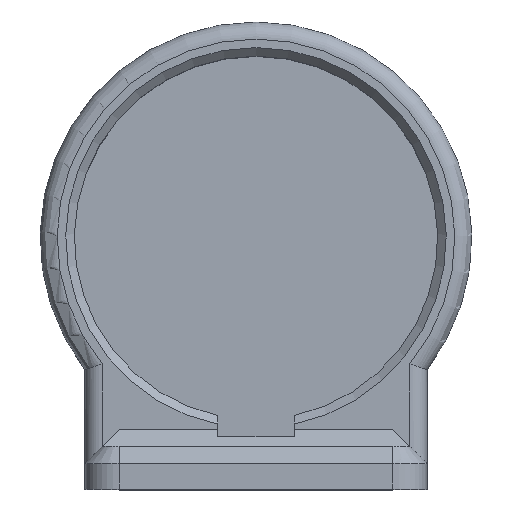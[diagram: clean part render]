
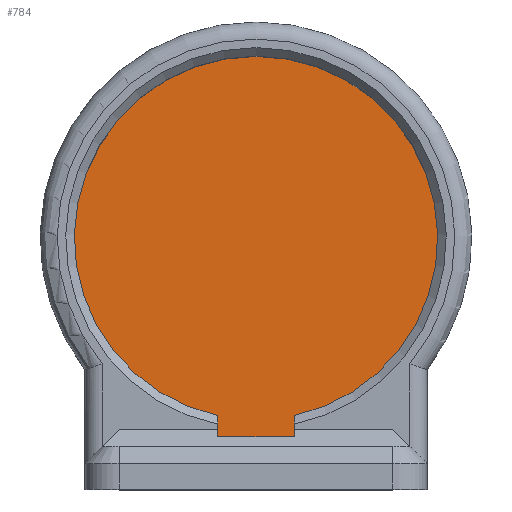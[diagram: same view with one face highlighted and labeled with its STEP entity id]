
A CAD part, top view. The second image highlights one B-rep face of the part: STEP entity #784.
In plain terms, the highlighted planar face has unit normal (0, 0, 1).
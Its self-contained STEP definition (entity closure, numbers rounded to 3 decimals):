
#59=CIRCLE('',#847,21.25);
#103=FACE_OUTER_BOUND('',#145,.T.);
#145=EDGE_LOOP('',(#700,#701,#702,#703));
#156=LINE('',#1106,#239);
#222=LINE('',#1277,#305);
#230=LINE('',#1365,#313);
#239=VECTOR('',#882,10.);
#305=VECTOR('',#1032,10.);
#313=VECTOR('',#1078,10.);
#315=VERTEX_POINT('',#1091);
#322=VERTEX_POINT('',#1104);
#379=VERTEX_POINT('',#1275);
#380=VERTEX_POINT('',#1280);
#392=EDGE_CURVE('',#322,#315,#156,.T.);
#477=EDGE_CURVE('',#379,#322,#222,.T.);
#480=EDGE_CURVE('',#380,#379,#59,.T.);
#495=EDGE_CURVE('',#315,#380,#230,.T.);
#700=ORIENTED_EDGE('',*,*,#480,.F.);
#701=ORIENTED_EDGE('',*,*,#495,.F.);
#702=ORIENTED_EDGE('',*,*,#392,.F.);
#703=ORIENTED_EDGE('',*,*,#477,.F.);
#742=PLANE('',#864);
#784=ADVANCED_FACE('',(#103),#742,.T.);
#847=AXIS2_PLACEMENT_3D('',#1282,#1037,#1038);
#864=AXIS2_PLACEMENT_3D('',#1364,#1076,#1077);
#882=DIRECTION('',(-1.,0.,0.));
#1032=DIRECTION('',(0.,-1.,0.));
#1037=DIRECTION('center_axis',(0.,0.,-1.));
#1038=DIRECTION('ref_axis',(0.212,-0.977,0.));
#1076=DIRECTION('center_axis',(0.,0.,1.));
#1077=DIRECTION('ref_axis',(1.,0.,0.));
#1078=DIRECTION('',(0.,1.,0.));
#1091=CARTESIAN_POINT('',(-4.5,-23.25,0.));
#1104=CARTESIAN_POINT('',(4.5,-23.25,0.));
#1106=CARTESIAN_POINT('',(4.5,-23.25,0.));
#1275=CARTESIAN_POINT('',(4.5,-20.768,0.));
#1277=CARTESIAN_POINT('',(4.5,-20.768,0.));
#1280=CARTESIAN_POINT('',(-4.5,-20.768,0.));
#1282=CARTESIAN_POINT('Origin',(0.,0.,0.));
#1364=CARTESIAN_POINT('Origin',(0.,-2.082,0.));
#1365=CARTESIAN_POINT('',(-4.5,-20.768,0.));
